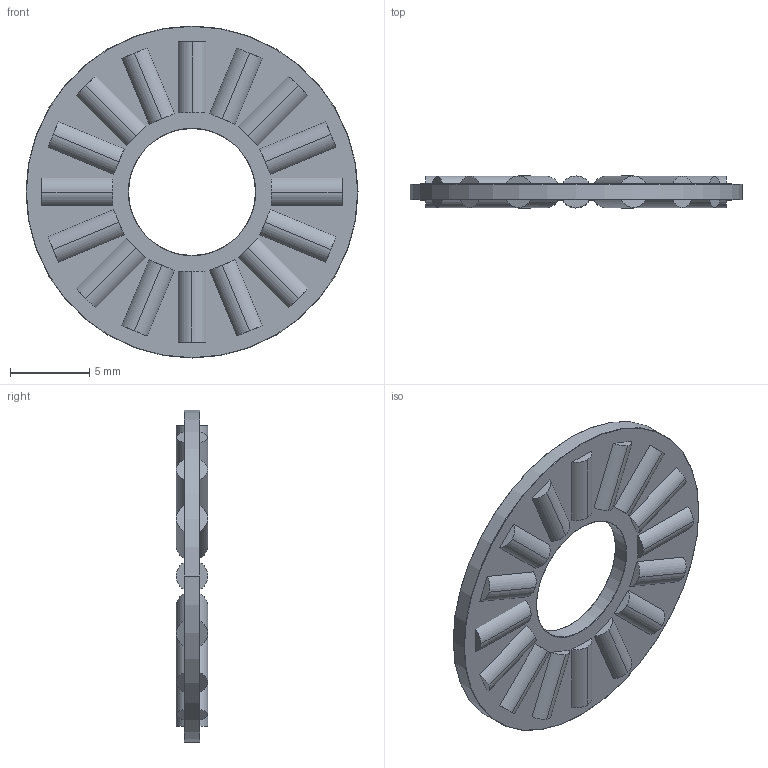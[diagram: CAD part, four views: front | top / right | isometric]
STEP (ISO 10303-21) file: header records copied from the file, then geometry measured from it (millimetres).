
FILE_DESCRIPTION (( 'STEP AP203' ), '1' );
FILE_NAME ('5909K3_Needle-Roller Thrust Bearing.STEP', '2022-04-27T18:35:36', ( 'Administrator' ), ( 'Managed by Terraform' ), 'SwSTEP 2.0', 'SolidWorks 2017', '' );
FILE_SCHEMA (( 'CONFIG_CONTROL_DESIGN' ));
Length unit declared in the file: millimetre
Products named in the file (1): 5909K3_Needle-Roller Thrust Bearing
Bounding box: 21 x 2 x 21 mm (x, y, z)
Volume: 384 mm3; surface area: 1195.7 mm2
Topology: 17 solids, 17 shells, 142 faces, 380 edges, 240 vertices
Faces by surface type: cylinder 68, plane 66, torus 8
Entity records: 4661 total; most frequent: CARTESIAN_POINT 859, DIRECTION 818, ORIENTED_EDGE 760, EDGE_CURVE 380, AXIS2_PLACEMENT_3D 327, VERTEX_POINT 240, CIRCLE 184, EDGE_LOOP 176
